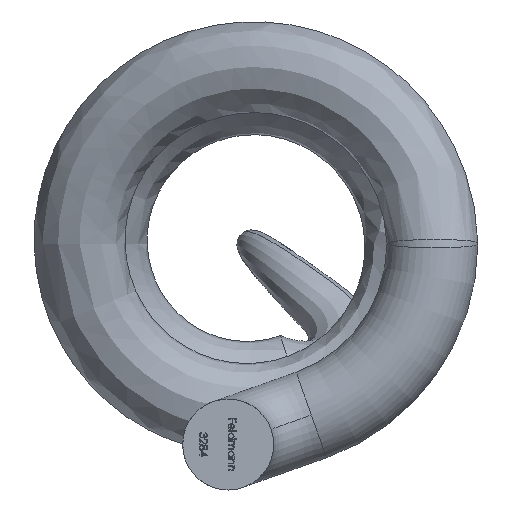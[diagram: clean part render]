
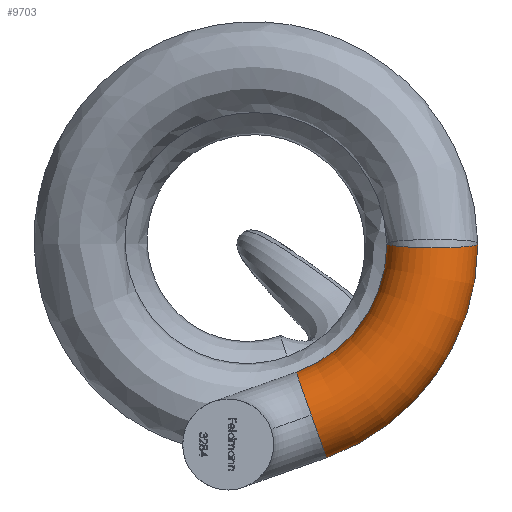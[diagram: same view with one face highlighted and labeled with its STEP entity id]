
A CAD part, front view. The second image highlights one B-rep face of the part: STEP entity #9703.
In plain terms, the highlighted toroidal (fillet/blend) face has major radius 12 mm and minor radius 3 mm.
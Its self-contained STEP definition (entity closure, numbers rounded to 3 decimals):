
#23 = CARTESIAN_POINT ( 'NONE',  ( 5.02, 0., -14.135 ) ) ;
#34 = CARTESIAN_POINT ( 'NONE',  ( 10.647, -2.706, -0.242 ) ) ;
#80 = EDGE_CURVE ( 'NONE', #9880, #8729, #15986, .T. ) ;
#434 = DIRECTION ( 'NONE',  ( 0., 0., -1. ) ) ;
#828 = EDGE_CURVE ( 'NONE', #2433, #13730, #6751, .T. ) ;
#945 = EDGE_CURVE ( 'NONE', #13730, #9880, #10123, .T. ) ;
#1191 = VERTEX_POINT ( 'NONE', #5498 ) ;
#1254 = CARTESIAN_POINT ( 'NONE',  ( 13.898, -2.33, -0.228 ) ) ;
#1317 = CARTESIAN_POINT ( 'NONE',  ( 9.878, -2.131, -0.189 ) ) ;
#1553 = DIRECTION ( 'NONE',  ( -0.942, 0., -0.335 ) ) ;
#2433 = VERTEX_POINT ( 'NONE', #23 ) ;
#2496 = EDGE_CURVE ( 'NONE', #16362, #8729, #10689, .T. ) ;
#2548 = CARTESIAN_POINT ( 'NONE',  ( 13.416, -2.65, -0.253 ) ) ;
#2602 = CARTESIAN_POINT ( 'NONE',  ( 9.512, -1.689, -0.147 ) ) ;
#3075 = FACE_OUTER_BOUND ( 'NONE', #6079, .T. ) ;
#3470 = CARTESIAN_POINT ( 'NONE',  ( 9.011, -0.261, 0. ) ) ;
#3559 = CARTESIAN_POINT ( 'NONE',  ( 9.004, -0.175, -0.015 ) ) ;
#3786 = AXIS2_PLACEMENT_3D ( 'NONE', #6824, #5545, #434 ) ;
#3812 = CARTESIAN_POINT ( 'NONE',  ( 0., 0., 0. ) ) ;
#3835 = CARTESIAN_POINT ( 'NONE',  ( 12.891, -2.87, -0.268 ) ) ;
#3905 = CARTESIAN_POINT ( 'NONE',  ( 9.237, -1.185, -0.097 ) ) ;
#4248 = CARTESIAN_POINT ( 'NONE',  ( 4.016, 0., -11.308 ) ) ;
#4542 = ORIENTED_EDGE ( 'NONE', *, *, #9207, .T. ) ;
#4851 = CARTESIAN_POINT ( 'NONE',  ( 9.011, -0.261, 0. ) ) ;
#4890 = CARTESIAN_POINT ( 'NONE',  ( 3.012, 0., -8.481 ) ) ;
#4999 = AXIS2_PLACEMENT_3D ( 'NONE', #3812, #12786, #5118 ) ;
#5060 = ORIENTED_EDGE ( 'NONE', *, *, #2496, .T. ) ;
#5076 = CARTESIAN_POINT ( 'NONE',  ( 14.911, -0.75, -0.093 ) ) ;
#5118 = DIRECTION ( 'NONE',  ( 0., 0., -1. ) ) ;
#5139 = CARTESIAN_POINT ( 'NONE',  ( 12.326, -2.988, -0.274 ) ) ;
#5195 = CARTESIAN_POINT ( 'NONE',  ( 9.089, -0.734, -0.05 ) ) ;
#5498 = CARTESIAN_POINT ( 'NONE',  ( 15., 0., -0.024 ) ) ;
#5545 = DIRECTION ( 'NONE',  ( 0., -1., 0. ) ) ;
#5555 = DIRECTION ( 'NONE',  ( -0.335, 0., 0.942 ) ) ;
#5813 = AXIS2_PLACEMENT_3D ( 'NONE', #7304, #16277, #8584 ) ;
#6079 = EDGE_LOOP ( 'NONE', ( #13475, #11121, #4542, #5060, #10102, #15538 ) ) ;
#6379 = CARTESIAN_POINT ( 'NONE',  ( 14.715, -1.288, -0.141 ) ) ;
#6435 = CARTESIAN_POINT ( 'NONE',  ( 11.753, -2.996, -0.272 ) ) ;
#6487 = TOROIDAL_SURFACE ( 'NONE', #3786, 12., 3. ) ;
#6498 = CARTESIAN_POINT ( 'NONE',  ( 9.033, -0.452, -0.02 ) ) ;
#6751 = CIRCLE ( 'NONE', #9306, 3. ) ;
#6824 = CARTESIAN_POINT ( 'NONE',  ( 0., 0., 0. ) ) ;
#7304 = CARTESIAN_POINT ( 'NONE',  ( 0., 0., 0. ) ) ;
#7653 = CARTESIAN_POINT ( 'NONE',  ( 14.424, -1.776, -0.183 ) ) ;
#7726 = CARTESIAN_POINT ( 'NONE',  ( 11.186, -2.895, -0.26 ) ) ;
#7780 = CARTESIAN_POINT ( 'NONE',  ( 9.011, -0.261, 0. ) ) ;
#8025 = CARTESIAN_POINT ( 'NONE',  ( 9., 0., -0.044 ) ) ;
#8584 = DIRECTION ( 'NONE',  ( 0., 0., -1. ) ) ;
#8729 = VERTEX_POINT ( 'NONE', #8025 ) ;
#8816 = CARTESIAN_POINT ( 'NONE',  ( 15., 0., -0.024 ) ) ;
#8934 = CARTESIAN_POINT ( 'NONE',  ( 14.042, -2.205, -0.218 ) ) ;
#8988 = CARTESIAN_POINT ( 'NONE',  ( 10.309, -2.509, -0.224 ) ) ;
#9207 = EDGE_CURVE ( 'NONE', #1191, #16362, #9359, .T. ) ;
#9219 = CARTESIAN_POINT ( 'NONE',  ( 4.016, 0., -11.308 ) ) ;
#9306 = AXIS2_PLACEMENT_3D ( 'NONE', #9219, #1553, #10525 ) ;
#9359 = B_SPLINE_CURVE_WITH_KNOTS ( 'NONE', 3,
 ( #8816, #10110, #12749, #5076, #14023, #6379, #15317, #7653, #16634, #8934, #1254, #10215, #2548, #11515, #3835, #12802, #5139, #14086, #6435, #15374, #7726, #34, #8988, #1317, #10281, #2602, #11573, #3905, #12860, #5195, #14147, #6498, #15434, #7780 ),
 .UNSPECIFIED., .F., .F.,
 ( 4, 2, 2, 2, 2, 2, 2, 2, 2, 2, 2, 2, 2, 2, 2, 2, 4 ),
 ( 0., 0.001, 0.001, 0.002, 0.002, 0.003, 0.004, 0.004, 0.005, 0.005, 0.006, 0.007, 0.008, 0.008, 0.009, 0.009, 0.009 ),
 .UNSPECIFIED. ) ;
#9703 = ADVANCED_FACE ( 'NONE', ( #3075 ), #6487, .T. ) ;
#9880 = VERTEX_POINT ( 'NONE', #4890 ) ;
#10102 = ORIENTED_EDGE ( 'NONE', *, *, #80, .F. ) ;
#10110 = CARTESIAN_POINT ( 'NONE',  ( 15., -0.19, -0.042 ) ) ;
#10123 = CIRCLE ( 'NONE', #15298, 3. ) ;
#10215 = CARTESIAN_POINT ( 'NONE',  ( 13.584, -2.553, -0.245 ) ) ;
#10281 = CARTESIAN_POINT ( 'NONE',  ( 9.746, -1.991, -0.176 ) ) ;
#10400 = CARTESIAN_POINT ( 'NONE',  ( 4.016, -3., -11.308 ) ) ;
#10525 = DIRECTION ( 'NONE',  ( -0.335, 0., 0.942 ) ) ;
#10689 = B_SPLINE_CURVE_WITH_KNOTS ( 'NONE', 3,
 ( #4851, #3559, #15030, #13801 ),
 .UNSPECIFIED., .F., .F.,
 ( 4, 4 ),
 ( 0., 0. ),
 .UNSPECIFIED. ) ;
#11121 = ORIENTED_EDGE ( 'NONE', *, *, #15690, .T. ) ;
#11515 = CARTESIAN_POINT ( 'NONE',  ( 13.07, -2.808, -0.264 ) ) ;
#11573 = CARTESIAN_POINT ( 'NONE',  ( 9.409, -1.527, -0.131 ) ) ;
#12749 = CARTESIAN_POINT ( 'NONE',  ( 14.982, -0.378, -0.059 ) ) ;
#12786 = DIRECTION ( 'NONE',  ( 0., -1., 0. ) ) ;
#12802 = CARTESIAN_POINT ( 'NONE',  ( 12.52, -2.96, -0.273 ) ) ;
#12860 = CARTESIAN_POINT ( 'NONE',  ( 9.168, -1.008, -0.079 ) ) ;
#13214 = DIRECTION ( 'NONE',  ( -0.942, 0., -0.335 ) ) ;
#13475 = ORIENTED_EDGE ( 'NONE', *, *, #828, .F. ) ;
#13730 = VERTEX_POINT ( 'NONE', #10400 ) ;
#13801 = CARTESIAN_POINT ( 'NONE',  ( 9., 0., -0.044 ) ) ;
#14023 = CARTESIAN_POINT ( 'NONE',  ( 14.856, -0.936, -0.11 ) ) ;
#14086 = CARTESIAN_POINT ( 'NONE',  ( 11.944, -3.006, -0.274 ) ) ;
#14147 = CARTESIAN_POINT ( 'NONE',  ( 9.067, -0.64, -0.04 ) ) ;
#15030 = CARTESIAN_POINT ( 'NONE',  ( 9., -0.087, -0.029 ) ) ;
#15298 = AXIS2_PLACEMENT_3D ( 'NONE', #4248, #13214, #5555 ) ;
#15317 = CARTESIAN_POINT ( 'NONE',  ( 14.629, -1.456, -0.155 ) ) ;
#15374 = CARTESIAN_POINT ( 'NONE',  ( 11.374, -2.941, -0.265 ) ) ;
#15434 = CARTESIAN_POINT ( 'NONE',  ( 9.02, -0.355, -0.01 ) ) ;
#15538 = ORIENTED_EDGE ( 'NONE', *, *, #945, .F. ) ;
#15678 = CIRCLE ( 'NONE', #5813, 15. ) ;
#15690 = EDGE_CURVE ( 'NONE', #2433, #1191, #15678, .T. ) ;
#15986 = CIRCLE ( 'NONE', #4999, 9. ) ;
#16277 = DIRECTION ( 'NONE',  ( 0., -1., 0. ) ) ;
#16362 = VERTEX_POINT ( 'NONE', #3470 ) ;
#16634 = CARTESIAN_POINT ( 'NONE',  ( 14.304, -1.929, -0.195 ) ) ;
